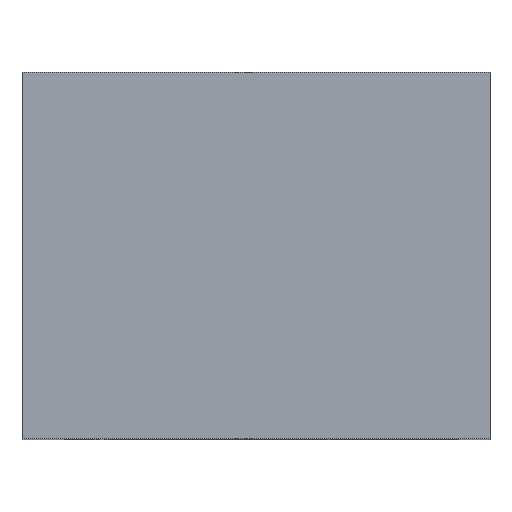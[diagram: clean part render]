
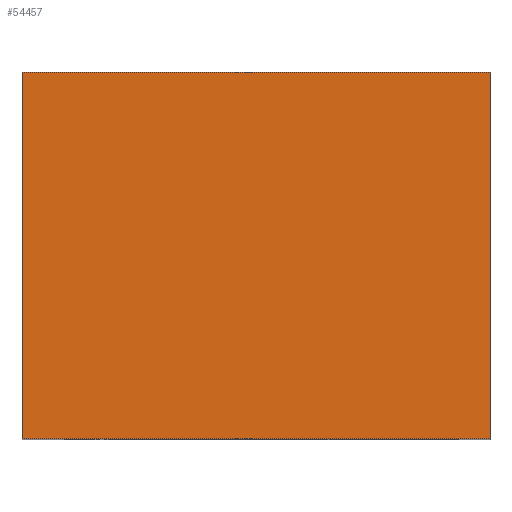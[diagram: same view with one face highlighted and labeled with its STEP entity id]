
A CAD part, top view. The second image highlights one B-rep face of the part: STEP entity #54457.
In plain terms, the highlighted planar face has unit normal (0, 0, 1).
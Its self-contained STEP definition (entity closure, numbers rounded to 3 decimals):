
#1663=ORIENTED_EDGE('',*,*,#13676,.T.);
#1664=ORIENTED_EDGE('',*,*,#13677,.F.);
#1665=ORIENTED_EDGE('',*,*,#12972,.F.);
#1666=ORIENTED_EDGE('',*,*,#13675,.T.);
#12972=EDGE_CURVE('',#18982,#18983,#22989,.T.);
#13675=EDGE_CURVE('',#18982,#19681,#23691,.T.);
#13676=EDGE_CURVE('',#19681,#19682,#23692,.T.);
#13677=EDGE_CURVE('',#18983,#19682,#23693,.T.);
#18982=VERTEX_POINT('',#70455);
#18983=VERTEX_POINT('',#70457);
#19681=VERTEX_POINT('',#71861);
#19682=VERTEX_POINT('',#71865);
#22989=LINE('',#70456,#28994);
#23691=LINE('',#71862,#29696);
#23692=LINE('',#71864,#29697);
#23693=LINE('',#71866,#29698);
#28994=VECTOR('',#59452,1000.);
#29696=VECTOR('',#60164,1000.);
#29697=VECTOR('',#60167,1000.);
#29698=VECTOR('',#60168,1000.);
#34102=EDGE_LOOP('',(#1663,#1664,#1665,#1666));
#36162=FACE_BOUND('',#34102,.T.);
#38199=PLANE('',#56495);
#54457=ADVANCED_FACE('',(#36162),#38199,.F.);
#56495=AXIS2_PLACEMENT_3D('',#71863,#60165,#60166);
#59452=DIRECTION('',(-1.,0.,0.));
#60164=DIRECTION('',(0.,1.,0.));
#60165=DIRECTION('',(0.,0.,-1.));
#60166=DIRECTION('',(-1.,0.,0.));
#60167=DIRECTION('',(-1.,0.,0.));
#60168=DIRECTION('',(0.,1.,0.));
#70455=CARTESIAN_POINT('',(2263.775,-1771.65,6889.75));
#70456=CARTESIAN_POINT('',(2263.775,-1771.65,6889.75));
#70457=CARTESIAN_POINT('',(-2263.775,-1771.65,6889.75));
#71861=CARTESIAN_POINT('',(2263.775,1771.65,6889.75));
#71862=CARTESIAN_POINT('',(2263.775,-1771.65,6889.75));
#71863=CARTESIAN_POINT('',(2263.775,-1771.65,6889.75));
#71864=CARTESIAN_POINT('',(2263.775,1771.65,6889.75));
#71865=CARTESIAN_POINT('',(-2263.775,1771.65,6889.75));
#71866=CARTESIAN_POINT('',(-2263.775,-1771.65,6889.75));
